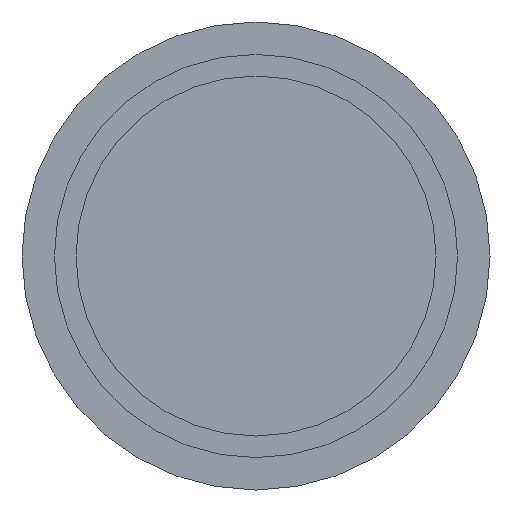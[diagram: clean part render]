
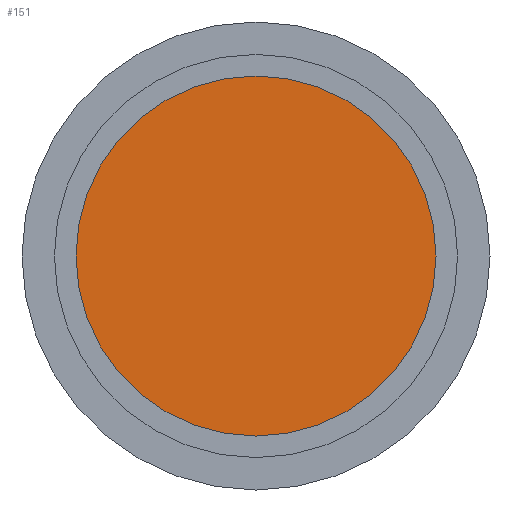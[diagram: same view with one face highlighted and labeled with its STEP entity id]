
A CAD part, left-side view. The second image highlights one B-rep face of the part: STEP entity #151.
In plain terms, the highlighted planar face has unit normal (-1, 0, 0).
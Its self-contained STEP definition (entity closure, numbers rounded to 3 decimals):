
#11 = EDGE_CURVE ( 'NONE', #484, #374, #89, .T. ) ;
#12 = EDGE_CURVE ( 'NONE', #374, #484, #366, .T. ) ;
#27 = EDGE_LOOP ( 'NONE', ( #420, #489 ) ) ;
#53 = DIRECTION ( 'NONE',  ( 0., 0., -1. ) ) ;
#84 = DIRECTION ( 'NONE',  ( 1., 0., 0. ) ) ;
#89 = CIRCLE ( 'NONE', #96, 50. ) ;
#90 = FACE_OUTER_BOUND ( 'NONE', #27, .T. ) ;
#96 = AXIS2_PLACEMENT_3D ( 'NONE', #485, #186, #147 ) ;
#114 = DIRECTION ( 'NONE',  ( 0., 0., 1. ) ) ;
#127 = DIRECTION ( 'NONE',  ( -1., 0., 0. ) ) ;
#134 = CARTESIAN_POINT ( 'NONE',  ( -10.668, 0., 0. ) ) ;
#147 = DIRECTION ( 'NONE',  ( 0., 0., 1. ) ) ;
#151 = ADVANCED_FACE ( 'NONE', ( #90 ), #276, .F. ) ;
#160 = AXIS2_PLACEMENT_3D ( 'NONE', #294, #127, #114 ) ;
#186 = DIRECTION ( 'NONE',  ( -1., 0., 0. ) ) ;
#276 = PLANE ( 'NONE',  #433 ) ;
#294 = CARTESIAN_POINT ( 'NONE',  ( -10.668, -27.868, 0. ) ) ;
#361 = CARTESIAN_POINT ( 'NONE',  ( -10.668, -27.868, 50. ) ) ;
#366 = CIRCLE ( 'NONE', #160, 50. ) ;
#374 = VERTEX_POINT ( 'NONE', #361 ) ;
#406 = CARTESIAN_POINT ( 'NONE',  ( -10.668, -27.868, -50. ) ) ;
#420 = ORIENTED_EDGE ( 'NONE', *, *, #12, .T. ) ;
#433 = AXIS2_PLACEMENT_3D ( 'NONE', #134, #84, #53 ) ;
#484 = VERTEX_POINT ( 'NONE', #406 ) ;
#485 = CARTESIAN_POINT ( 'NONE',  ( -10.668, -27.868, 0. ) ) ;
#489 = ORIENTED_EDGE ( 'NONE', *, *, #11, .T. ) ;
